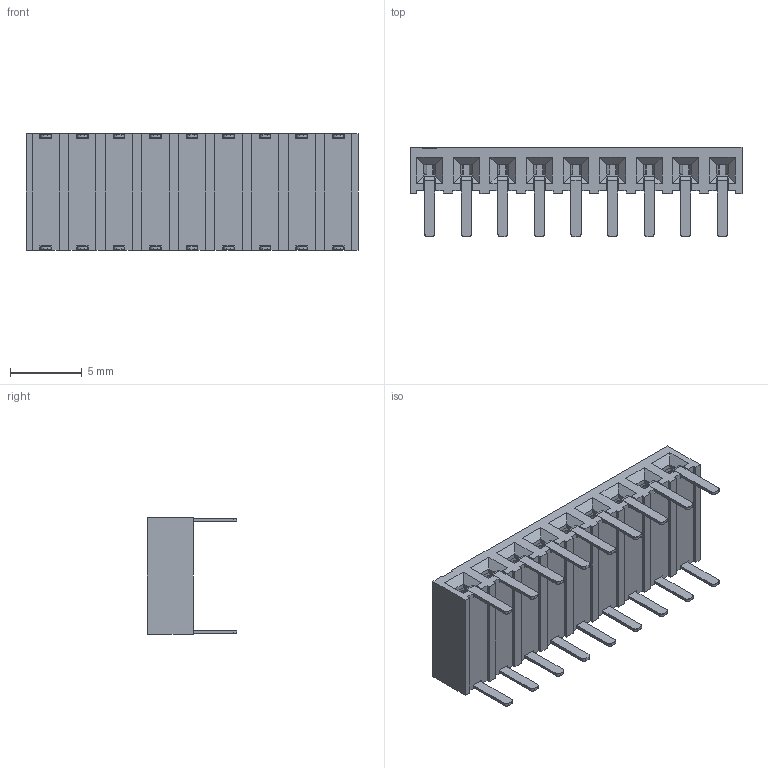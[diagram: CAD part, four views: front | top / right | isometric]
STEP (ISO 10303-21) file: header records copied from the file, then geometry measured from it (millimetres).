
FILE_DESCRIPTION( ('This file contains a STEP AP42 implementation' ,'as created by ZW3D STEP Interface translator.') ,'2;1' );
FILE_NAME( '2134-1XXRXXCUNX1.stp' ,'23 5 5. 9 829', (''), ('ZWCAD Software Co.'), 'Version 1.0', 'ZW3D to STEP translator', '' );
FILE_SCHEMA(('AUTOMOTIVE_DESIGN { 1 0 10303 214 1 1 1 1 }'));
Length unit declared in the file: millimetre
Products named in the file (2): 0; 2134-120RXXCUNX1
Bounding box: 23.06 x 6.2 x 8.1 mm (x, y, z)
Volume: 416.6 mm3; surface area: 1640.8 mm2
Topology: 1 solids, 1 shells, 946 faces, 2854 edges, 1874 vertices
Faces by surface type: plane 640, cylinder 216, bspline 90
Entity records: 44261 total; most frequent: CARTESIAN_POINT 22959, ORIENTED_EDGE 5708, EDGE_CURVE 2854, B_SPLINE_CURVE_WITH_KNOTS 2528, DIRECTION 2076, VERTEX_POINT 1874, EDGE_LOOP 982, FACE_OUTER_BOUND 946
